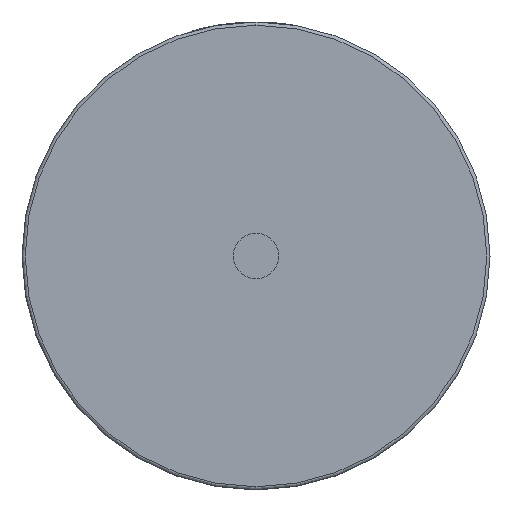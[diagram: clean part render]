
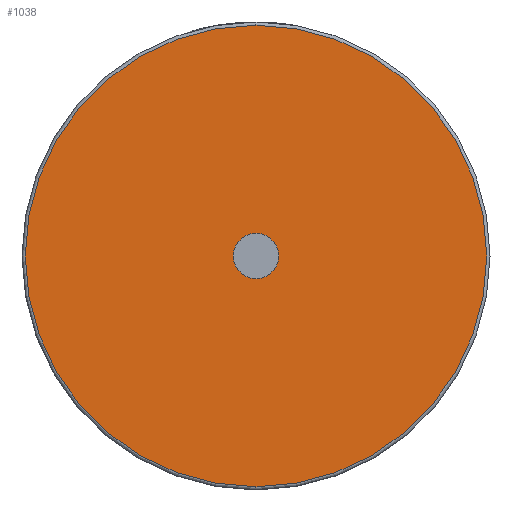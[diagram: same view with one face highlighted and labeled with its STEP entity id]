
A CAD part, left-side view. The second image highlights one B-rep face of the part: STEP entity #1038.
In plain terms, the highlighted planar face has unit normal (-1, 0, 0).
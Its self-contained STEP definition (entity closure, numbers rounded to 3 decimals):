
#47 = DIRECTION ( 'NONE',  ( 0., 0., -1. ) ) ;
#242 = DIRECTION ( 'NONE',  ( -1., 0., 0. ) ) ;
#260 = ORIENTED_EDGE ( 'NONE', *, *, #884, .F. ) ;
#261 = CARTESIAN_POINT ( 'NONE',  ( 0., 0., -0.345 ) ) ;
#321 = EDGE_LOOP ( 'NONE', ( #260, #3544 ) ) ;
#344 = CARTESIAN_POINT ( 'NONE',  ( 0., 0., 0. ) ) ;
#820 = AXIS2_PLACEMENT_3D ( 'NONE', #3104, #1895, #2657 ) ;
#884 = EDGE_CURVE ( 'NONE', #4642, #1649, #3978, .T. ) ;
#1038 = ADVANCED_FACE ( 'NONE', ( #4895, #1449 ), #2945, .F. ) ;
#1168 = DIRECTION ( 'NONE',  ( -1., 0., 0. ) ) ;
#1432 = CARTESIAN_POINT ( 'NONE',  ( 0., 0., 3.505 ) ) ;
#1449 = FACE_BOUND ( 'NONE', #321, .T. ) ;
#1589 = DIRECTION ( 'NONE',  ( -1., 0., 0. ) ) ;
#1649 = VERTEX_POINT ( 'NONE', #4072 ) ;
#1784 = CIRCLE ( 'NONE', #2358, 3.505 ) ;
#1798 = EDGE_LOOP ( 'NONE', ( #2114, #2659 ) ) ;
#1835 = EDGE_CURVE ( 'NONE', #4221, #2934, #1784, .T. ) ;
#1895 = DIRECTION ( 'NONE',  ( -1., 0., 0. ) ) ;
#1962 = AXIS2_PLACEMENT_3D ( 'NONE', #4867, #2556, #2580 ) ;
#1991 = AXIS2_PLACEMENT_3D ( 'NONE', #344, #1168, #4303 ) ;
#2114 = ORIENTED_EDGE ( 'NONE', *, *, #1835, .T. ) ;
#2167 = CARTESIAN_POINT ( 'NONE',  ( 0., 0., 0. ) ) ;
#2191 = DIRECTION ( 'NONE',  ( 0., 0., -1. ) ) ;
#2358 = AXIS2_PLACEMENT_3D ( 'NONE', #2451, #1589, #47 ) ;
#2393 = CIRCLE ( 'NONE', #1991, 0.345 ) ;
#2451 = CARTESIAN_POINT ( 'NONE',  ( 0., 0., 0. ) ) ;
#2556 = DIRECTION ( 'NONE',  ( 1., 0., 0. ) ) ;
#2580 = DIRECTION ( 'NONE',  ( 0., 0., -1. ) ) ;
#2657 = DIRECTION ( 'NONE',  ( 0., 0., -1. ) ) ;
#2659 = ORIENTED_EDGE ( 'NONE', *, *, #3329, .T. ) ;
#2934 = VERTEX_POINT ( 'NONE', #1432 ) ;
#2945 = PLANE ( 'NONE',  #1962 ) ;
#3067 = EDGE_CURVE ( 'NONE', #1649, #4642, #2393, .T. ) ;
#3104 = CARTESIAN_POINT ( 'NONE',  ( 0., 0., 0. ) ) ;
#3202 = CARTESIAN_POINT ( 'NONE',  ( 0., 0., -3.505 ) ) ;
#3329 = EDGE_CURVE ( 'NONE', #2934, #4221, #3614, .T. ) ;
#3544 = ORIENTED_EDGE ( 'NONE', *, *, #3067, .F. ) ;
#3614 = CIRCLE ( 'NONE', #4401, 3.505 ) ;
#3978 = CIRCLE ( 'NONE', #820, 0.345 ) ;
#4072 = CARTESIAN_POINT ( 'NONE',  ( 0., 0., 0.345 ) ) ;
#4221 = VERTEX_POINT ( 'NONE', #3202 ) ;
#4303 = DIRECTION ( 'NONE',  ( 0., 0., -1. ) ) ;
#4401 = AXIS2_PLACEMENT_3D ( 'NONE', #2167, #242, #2191 ) ;
#4642 = VERTEX_POINT ( 'NONE', #261 ) ;
#4867 = CARTESIAN_POINT ( 'NONE',  ( 0., 0., 0. ) ) ;
#4895 = FACE_OUTER_BOUND ( 'NONE', #1798, .T. ) ;
